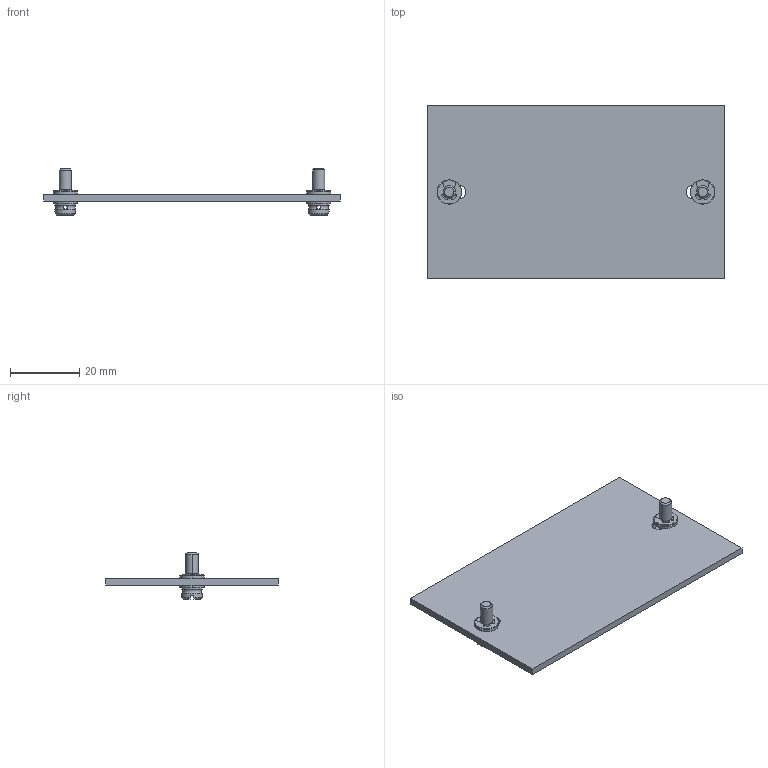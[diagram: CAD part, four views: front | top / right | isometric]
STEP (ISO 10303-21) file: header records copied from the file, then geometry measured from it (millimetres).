
FILE_DESCRIPTION((''),'2;1');
FILE_NAME('00131190238','2019-09-24T',('presta_be4'),(''),'PRO/ENGINEER BY PARAMETRIC TECHNOLOGY CORPORATION, 2014310','PRO/ENGINEER BY PARAMETRIC TECHNOLOGY CORPORATION, 2014310','');
FILE_SCHEMA(('CONFIG_CONTROL_DESIGN'));
Length unit declared in the file: millimetre
Products named in the file (1): 00131190238
Bounding box: 85.7 x 50 x 13.54 mm (x, y, z)
Volume: 8909.1 mm3; surface area: 9785.1 mm2
Topology: 1 solids, 1 shells, 150 faces, 396 edges, 252 vertices
Faces by surface type: cylinder 68, plane 62, cone 16, torus 4
Entity records: 5522 total; most frequent: CARTESIAN_POINT 1614, DIRECTION 872, ORIENTED_EDGE 792, EDGE_CURVE 396, AXIS2_PLACEMENT_3D 350, VERTEX_POINT 252, CIRCLE 200, VECTOR 172
